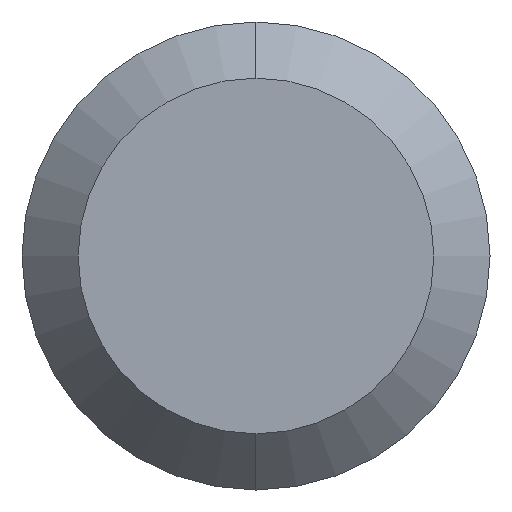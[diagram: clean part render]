
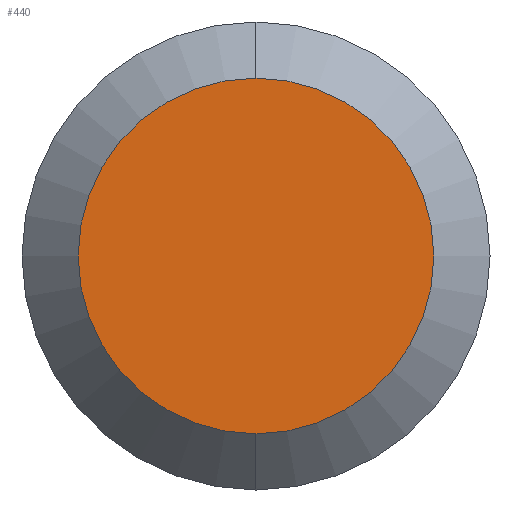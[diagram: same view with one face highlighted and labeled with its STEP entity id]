
A CAD part, left-side view. The second image highlights one B-rep face of the part: STEP entity #440.
In plain terms, the highlighted planar face has unit normal (-1, 0, 0).
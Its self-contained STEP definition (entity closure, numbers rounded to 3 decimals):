
#138=CARTESIAN_POINT('',(0.,0.,0.));
#139=DIRECTION('',(1.,0.,0.));
#140=DIRECTION('',(0.,0.,1.));
#141=AXIS2_PLACEMENT_3D('',#138,#139,#140);
#143=CARTESIAN_POINT('',(0.,0.,0.));
#144=DIRECTION('',(1.,0.,0.));
#145=DIRECTION('',(0.,0.,-1.));
#146=AXIS2_PLACEMENT_3D('',#143,#144,#145);
#238=CARTESIAN_POINT('',(0.,0.,-2.413));
#239=CARTESIAN_POINT('',(0.,0.,2.413));
#240=VERTEX_POINT('',#238);
#241=VERTEX_POINT('',#239);
#430=CARTESIAN_POINT('',(0.,0.,0.));
#431=DIRECTION('',(1.,0.,0.));
#432=DIRECTION('',(0.,0.,-1.));
#433=AXIS2_PLACEMENT_3D('',#430,#431,#432);
#434=PLANE('',#433);
#436=ORIENTED_EDGE('',*,*,#435,.T.);
#437=ORIENTED_EDGE('',*,*,#420,.T.);
#438=EDGE_LOOP('',(#436,#437));
#439=FACE_OUTER_BOUND('',#438,.F.);
#440=ADVANCED_FACE('',(#439),#434,.F.);
#142=CIRCLE('',#141,2.413);
#147=CIRCLE('',#146,2.413);
#420=EDGE_CURVE('',#240,#241,#147,.T.);
#435=EDGE_CURVE('',#241,#240,#142,.T.);
